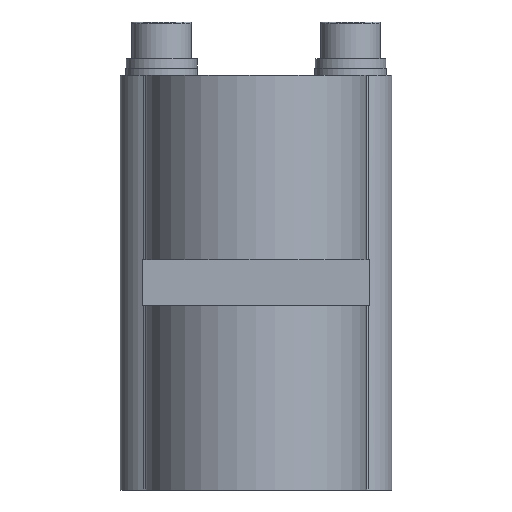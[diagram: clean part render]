
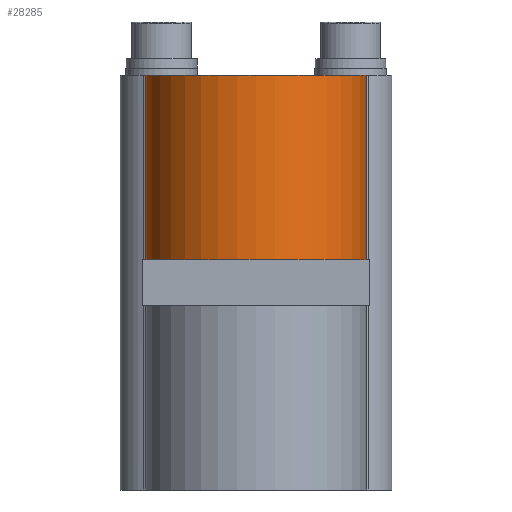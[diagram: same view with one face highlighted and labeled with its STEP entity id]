
A CAD part, front view. The second image highlights one B-rep face of the part: STEP entity #28285.
In plain terms, the highlighted cylindrical face has radius 24 mm (diameter 48 mm), a partial arc.
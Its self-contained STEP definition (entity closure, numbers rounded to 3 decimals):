
#413 = CARTESIAN_POINT ( 'NONE',  ( 0., 0., 90. ) ) ;
#1499 = VECTOR ( 'NONE', #20084, 1000. ) ;
#1657 = CARTESIAN_POINT ( 'NONE',  ( 24., 0., 90. ) ) ;
#2013 = DIRECTION ( 'NONE',  ( 1., 0., 0. ) ) ;
#2448 = ORIENTED_EDGE ( 'NONE', *, *, #24823, .T. ) ;
#3703 = AXIS2_PLACEMENT_3D ( 'NONE', #413, #9395, #16170 ) ;
#4371 = CARTESIAN_POINT ( 'NONE',  ( 24., 0., 50. ) ) ;
#5839 = VERTEX_POINT ( 'NONE', #4371 ) ;
#6105 = DIRECTION ( 'NONE',  ( 0., 0., -1. ) ) ;
#6757 = CARTESIAN_POINT ( 'NONE',  ( -24., 0., 50. ) ) ;
#7984 = VECTOR ( 'NONE', #11808, 1000. ) ;
#8169 = VERTEX_POINT ( 'NONE', #6757 ) ;
#8398 = AXIS2_PLACEMENT_3D ( 'NONE', #13028, #6105, #21988 ) ;
#8925 = FACE_OUTER_BOUND ( 'NONE', #21211, .T. ) ;
#9075 = CYLINDRICAL_SURFACE ( 'NONE', #17989, 24. ) ;
#9395 = DIRECTION ( 'NONE',  ( 0., 0., -1. ) ) ;
#10681 = LINE ( 'NONE', #12761, #1499 ) ;
#11656 = ORIENTED_EDGE ( 'NONE', *, *, #19432, .T. ) ;
#11808 = DIRECTION ( 'NONE',  ( 0., 0., 1. ) ) ;
#12439 = VERTEX_POINT ( 'NONE', #23005 ) ;
#12761 = CARTESIAN_POINT ( 'NONE',  ( 24., 0., 50. ) ) ;
#13028 = CARTESIAN_POINT ( 'NONE',  ( 0., 0., 50. ) ) ;
#15441 = CIRCLE ( 'NONE', #8398, 24. ) ;
#16170 = DIRECTION ( 'NONE',  ( -1., 0., 0. ) ) ;
#17862 = ORIENTED_EDGE ( 'NONE', *, *, #20910, .F. ) ;
#17989 = AXIS2_PLACEMENT_3D ( 'NONE', #21787, #27170, #2013 ) ;
#18293 = CARTESIAN_POINT ( 'NONE',  ( -24., 0., 50. ) ) ;
#19432 = EDGE_CURVE ( 'NONE', #23528, #12439, #27204, .T. ) ;
#19486 = EDGE_CURVE ( 'NONE', #5839, #8169, #15441, .T. ) ;
#20084 = DIRECTION ( 'NONE',  ( 0., 0., 1. ) ) ;
#20910 = EDGE_CURVE ( 'NONE', #8169, #12439, #25056, .T. ) ;
#21211 = EDGE_LOOP ( 'NONE', ( #17862, #24443, #2448, #11656 ) ) ;
#21787 = CARTESIAN_POINT ( 'NONE',  ( 0., 0., 50. ) ) ;
#21988 = DIRECTION ( 'NONE',  ( -1., 0., 0. ) ) ;
#23005 = CARTESIAN_POINT ( 'NONE',  ( -24., 0., 90. ) ) ;
#23528 = VERTEX_POINT ( 'NONE', #1657 ) ;
#24443 = ORIENTED_EDGE ( 'NONE', *, *, #19486, .F. ) ;
#24823 = EDGE_CURVE ( 'NONE', #5839, #23528, #10681, .T. ) ;
#25056 = LINE ( 'NONE', #18293, #7984 ) ;
#27170 = DIRECTION ( 'NONE',  ( 0., 0., 1. ) ) ;
#27204 = CIRCLE ( 'NONE', #3703, 24. ) ;
#28285 = ADVANCED_FACE ( 'NONE', ( #8925 ), #9075, .T. ) ;
